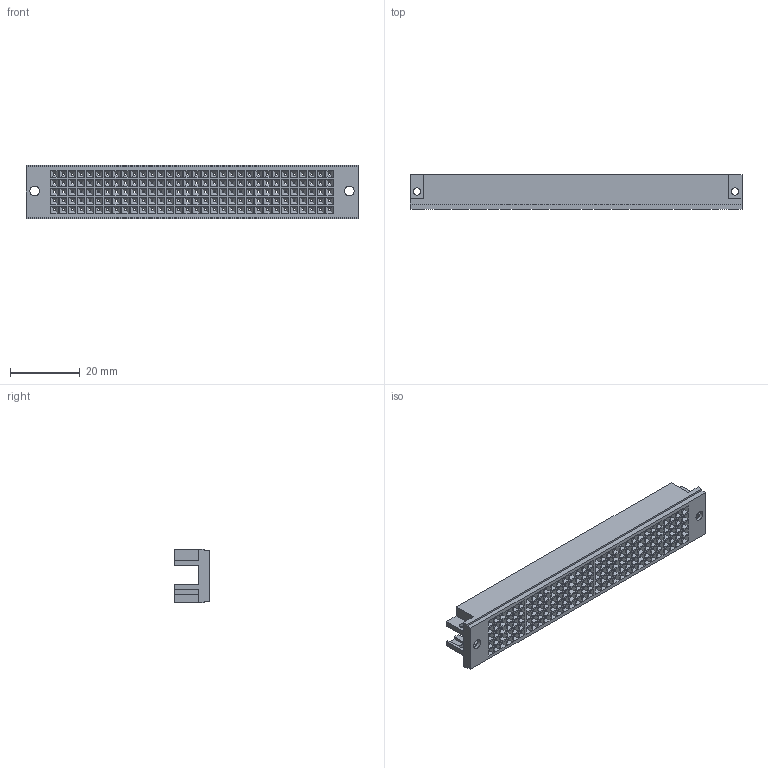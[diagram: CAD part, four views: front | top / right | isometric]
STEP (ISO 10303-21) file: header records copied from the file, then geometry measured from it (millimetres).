
FILE_DESCRIPTION(/* description */ (''),/* implementation_level */ '2;1');
FILE_NAME(/* name */ '100102154ugm000_b.stp',/* time_stamp */ '2015-03-13T08:24:16+01:00',/* author */ (''),/* organization */ (''),/* preprocessor_version */ 'ST-DEVELOPER v15',/* originating_system */ 'SIEMENS PLM Software NX 8.5',/* authorisation */ '');
FILE_SCHEMA (('AUTOMOTIVE_DESIGN { 1 0 10303 214 3 1 1 1 }'));
Length unit declared in the file: millimetre
Products named in the file (1): 100102154ugm000_b
Bounding box: 95 x 9.9 x 15.4 mm (x, y, z)
Volume: 4883.4 mm3; surface area: 7546.3 mm2
Topology: 1 solids, 1 shells, 880 faces, 2638 edges, 1761 vertices
Faces by surface type: plane 710, cylinder 170
Full cylindrical faces by diameter (mm): 0.7 x160, 2.1 x4, 2.8 x2
Entity records: 29882 total; most frequent: CARTESIAN_POINT 5190, DIRECTION 5182, ORIENTED_EDGE 4936, EDGE_CURVE 2468, AXIS2_PLACEMENT_3D 1857, VERTEX_POINT 1756, LINE 1468, VECTOR 1468
